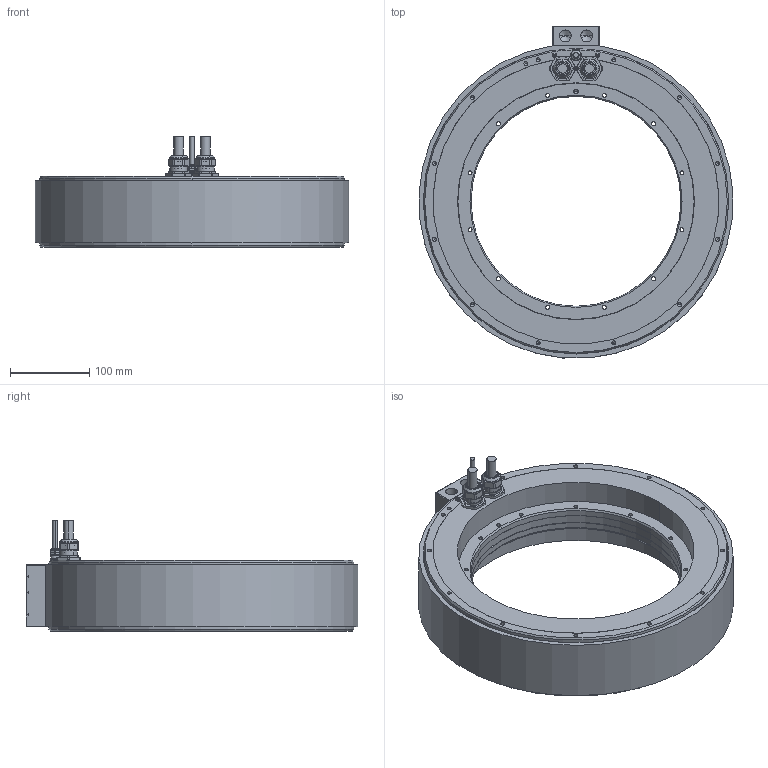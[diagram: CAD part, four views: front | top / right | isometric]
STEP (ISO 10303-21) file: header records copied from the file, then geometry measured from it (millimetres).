
FILE_DESCRIPTION((''),'2;1');
FILE_NAME('1220139-05_ASM','2018-10-19T',('CH5533'),(''),'PRO/ENGINEER BY PARAMETRIC TECHNOLOGY CORPORATION, 2014000','PRO/ENGINEER BY PARAMETRIC TECHNOLOGY CORPORATION, 2014000','');
FILE_SCHEMA(('CONFIG_CONTROL_DESIGN'));
Length unit declared in the file: millimetre
Products named in the file (3): PRT0001; PRT0002; 1220139-05_ASM
Assembly tree (2 placements, depth 2):
  1220139-05_ASM
    PRT0001
    PRT0002
Bounding box: 396.43 x 419.07 x 139.8 mm (x, y, z)
Volume: 5276470.3 mm3; surface area: 426735.7 mm2
Topology: 2 solids, 22 shells, 746 faces, 1777 edges, 1095 vertices
Faces by surface type: cylinder 328, plane 208, cone 158, torus 48, sphere 4
Entity records: 25682 total; most frequent: CARTESIAN_POINT 4067, DIRECTION 4035, ORIENTED_EDGE 3438, EDGE_CURVE 1719, AXIS2_PLACEMENT_3D 1655, VERTEX_POINT 1095, CIRCLE 904, EDGE_LOOP 890
